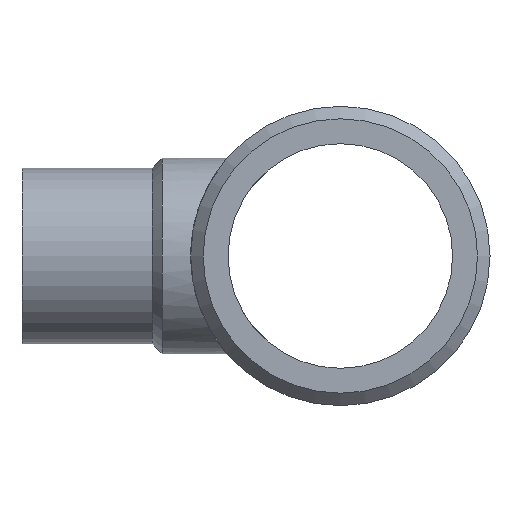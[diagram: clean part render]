
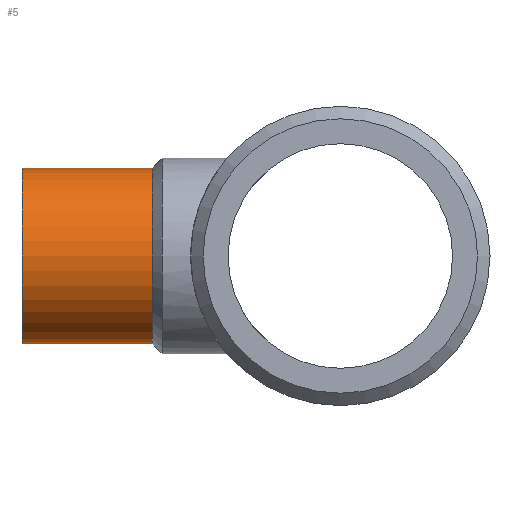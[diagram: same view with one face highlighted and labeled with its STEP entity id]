
A CAD part, left-side view. The second image highlights one B-rep face of the part: STEP entity #5.
In plain terms, the highlighted cylindrical face has radius 80 mm (diameter 160 mm), a full revolution.
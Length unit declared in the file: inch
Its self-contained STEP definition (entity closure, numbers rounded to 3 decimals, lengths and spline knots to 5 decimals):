
#5 = ADVANCED_FACE ( 'NONE', ( #580, #283 ), #54, .T. ) ;
#20 = AXIS2_PLACEMENT_3D ( 'NONE', #369, #364, #358 ) ;
#54 = CYLINDRICAL_SURFACE ( 'NONE', #291, 3.14961 ) ;
#73 = DIRECTION ( 'NONE',  ( 0., -1., 0. ) ) ;
#83 = EDGE_LOOP ( 'NONE', ( #248 ) ) ;
#94 = CARTESIAN_POINT ( 'NONE',  ( -12.40157, 11.41732, -3.14961 ) ) ;
#116 = CARTESIAN_POINT ( 'NONE',  ( -12.40157, 6.75197, -3.14961 ) ) ;
#191 = CIRCLE ( 'NONE', #251, 3.14961 ) ;
#205 = VERTEX_POINT ( 'NONE', #94 ) ;
#231 = CARTESIAN_POINT ( 'NONE',  ( -12.40157, 9.08465, 0. ) ) ;
#248 = ORIENTED_EDGE ( 'NONE', *, *, #501, .T. ) ;
#251 = AXIS2_PLACEMENT_3D ( 'NONE', #295, #290, #287 ) ;
#267 = VERTEX_POINT ( 'NONE', #116 ) ;
#273 = DIRECTION ( 'NONE',  ( 0., 0., -1. ) ) ;
#283 = FACE_OUTER_BOUND ( 'NONE', #83, .T. ) ;
#287 = DIRECTION ( 'NONE',  ( 0., 0., -1. ) ) ;
#290 = DIRECTION ( 'NONE',  ( 0., 1., 0. ) ) ;
#291 = AXIS2_PLACEMENT_3D ( 'NONE', #231, #73, #273 ) ;
#295 = CARTESIAN_POINT ( 'NONE',  ( -12.40157, 11.41732, 0. ) ) ;
#316 = CIRCLE ( 'NONE', #20, 3.14961 ) ;
#358 = DIRECTION ( 'NONE',  ( 0., 0., -1. ) ) ;
#364 = DIRECTION ( 'NONE',  ( 0., 1., 0. ) ) ;
#369 = CARTESIAN_POINT ( 'NONE',  ( -12.40157, 6.75197, 0. ) ) ;
#473 = EDGE_CURVE ( 'NONE', #205, #205, #191, .T. ) ;
#501 = EDGE_CURVE ( 'NONE', #267, #267, #316, .T. ) ;
#537 = ORIENTED_EDGE ( 'NONE', *, *, #473, .F. ) ;
#580 = FACE_OUTER_BOUND ( 'NONE', #647, .T. ) ;
#647 = EDGE_LOOP ( 'NONE', ( #537 ) ) ;
